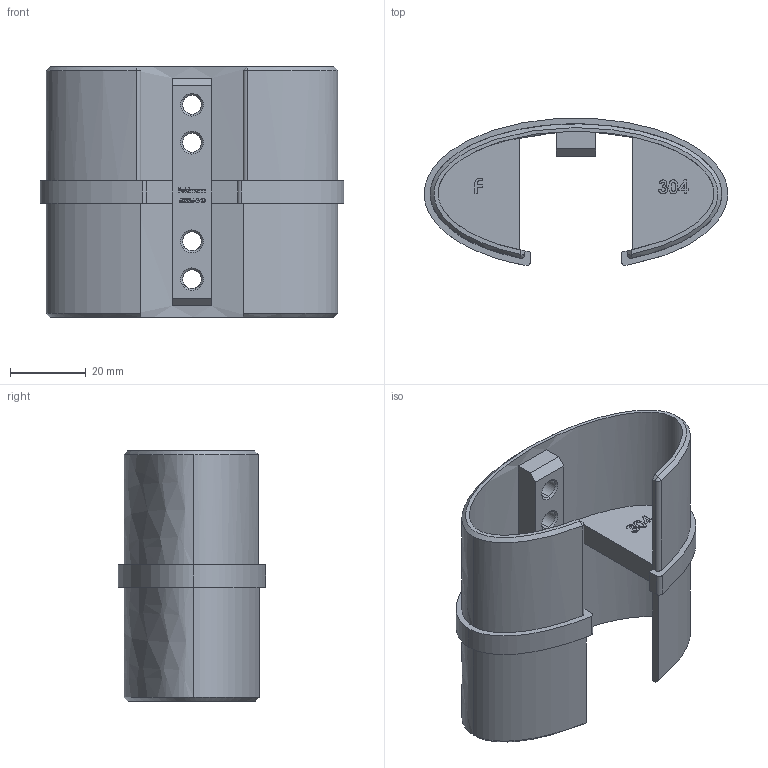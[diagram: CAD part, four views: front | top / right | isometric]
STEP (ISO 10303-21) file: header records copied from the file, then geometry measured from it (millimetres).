
FILE_DESCRIPTION (( 'STEP AP203' ), '1' );
FILE_NAME ('60336-240.STEP', '2020-11-25T12:13:53', ( '' ), ( '' ), 'SwSTEP 2.0', 'SolidWorks 2018', '' );
FILE_SCHEMA (( 'CONFIG_CONTROL_DESIGN' ));
Length unit declared in the file: millimetre
Products named in the file (2): 60336-240
Bounding box: 80 x 38.77 x 66 mm (x, y, z)
Volume: 30769.9 mm3; surface area: 23904.6 mm2
Topology: 1 solids, 1 shells, 362 faces, 957 edges, 626 vertices
Faces by surface type: plane 172, bspline 168, cylinder 12, cone 10
Entity records: 26058 total; most frequent: CARTESIAN_POINT 18152, ORIENTED_EDGE 1910, DIRECTION 1013, EDGE_CURVE 955, VERTEX_POINT 626, LINE 573, VECTOR 573, EDGE_LOOP 401
